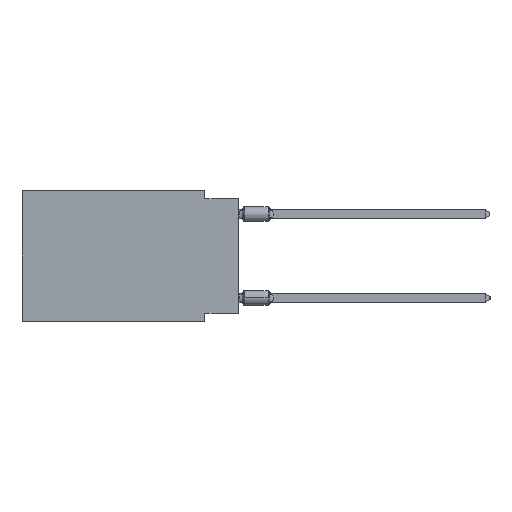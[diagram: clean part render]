
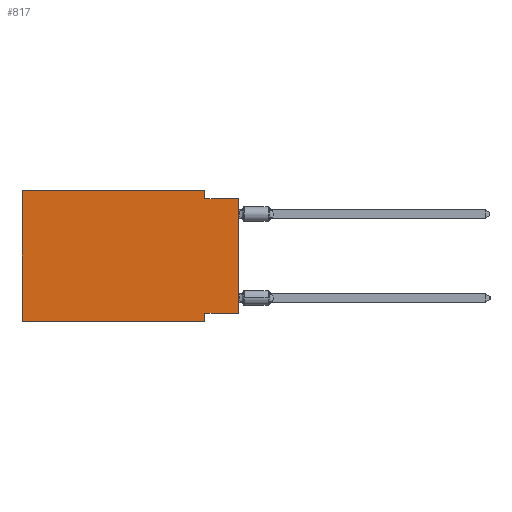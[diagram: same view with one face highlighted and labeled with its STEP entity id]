
A CAD part, left-side view. The second image highlights one B-rep face of the part: STEP entity #817.
In plain terms, the highlighted planar face has unit normal (-1, 0, 0).
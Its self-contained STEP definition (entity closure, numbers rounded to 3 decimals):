
#680 = PLANE ( 'NONE',  #39324 ) ;
#684 = ORIENTED_EDGE ( 'NONE', *, *, #5665, .F. ) ;
#817 = ADVANCED_FACE ( 'NONE', ( #47417 ), #680, .F. ) ;
#2935 = CARTESIAN_POINT ( 'NONE',  ( 0., 0., -9.271 ) ) ;
#4368 = VECTOR ( 'NONE', #42130, 1000. ) ;
#5665 = EDGE_CURVE ( 'NONE', #37994, #19447, #45215, .T. ) ;
#6058 = CARTESIAN_POINT ( 'NONE',  ( 0., 16.383, -9.906 ) ) ;
#6135 = ORIENTED_EDGE ( 'NONE', *, *, #12682, .F. ) ;
#8122 = CARTESIAN_POINT ( 'NONE',  ( 0., 0., -0.635 ) ) ;
#8734 = LINE ( 'NONE', #29621, #47115 ) ;
#9380 = CARTESIAN_POINT ( 'NONE',  ( 0., 0., -9.271 ) ) ;
#9577 = VERTEX_POINT ( 'NONE', #38349 ) ;
#10460 = VERTEX_POINT ( 'NONE', #2935 ) ;
#12389 = DIRECTION ( 'NONE',  ( 0., 0., -1. ) ) ;
#12682 = EDGE_CURVE ( 'NONE', #48918, #9577, #37944, .T. ) ;
#12939 = CARTESIAN_POINT ( 'NONE',  ( 0., 16.383, 0. ) ) ;
#15296 = ORIENTED_EDGE ( 'NONE', *, *, #24393, .F. ) ;
#15436 = VECTOR ( 'NONE', #12389, 1000. ) ;
#15995 = CARTESIAN_POINT ( 'NONE',  ( 0., 16.383, 0. ) ) ;
#17417 = VERTEX_POINT ( 'NONE', #8122 ) ;
#17826 = ORIENTED_EDGE ( 'NONE', *, *, #48925, .F. ) ;
#18189 = EDGE_CURVE ( 'NONE', #48918, #19447, #31672, .T. ) ;
#18264 = DIRECTION ( 'NONE',  ( 0., 1., 0. ) ) ;
#19447 = VERTEX_POINT ( 'NONE', #50730 ) ;
#19773 = VECTOR ( 'NONE', #37413, 1000. ) ;
#19920 = CARTESIAN_POINT ( 'NONE',  ( 0., 2.54, -0.635 ) ) ;
#20394 = VECTOR ( 'NONE', #39357, 1000. ) ;
#20442 = LINE ( 'NONE', #15995, #19773 ) ;
#20999 = DIRECTION ( 'NONE',  ( 0., 0., -1. ) ) ;
#21812 = DIRECTION ( 'NONE',  ( 1., 0., 0. ) ) ;
#21994 = CARTESIAN_POINT ( 'NONE',  ( 0., 2.54, -9.271 ) ) ;
#24393 = EDGE_CURVE ( 'NONE', #10460, #37994, #48315, .T. ) ;
#24603 = EDGE_LOOP ( 'NONE', ( #51843, #17826, #42423, #54738, #6135, #38639, #684, #15296 ) ) ;
#26014 = LINE ( 'NONE', #30219, #20394 ) ;
#29621 = CARTESIAN_POINT ( 'NONE',  ( 0., 2.54, 0. ) ) ;
#30219 = CARTESIAN_POINT ( 'NONE',  ( 0., 0., -0.635 ) ) ;
#31637 = LINE ( 'NONE', #43051, #52684 ) ;
#31672 = LINE ( 'NONE', #6058, #32161 ) ;
#32161 = VECTOR ( 'NONE', #39996, 1000. ) ;
#34283 = EDGE_CURVE ( 'NONE', #10460, #17417, #31637, .T. ) ;
#34983 = DIRECTION ( 'NONE',  ( 0., 0., 1. ) ) ;
#36897 = VECTOR ( 'NONE', #18264, 1000. ) ;
#36903 = CARTESIAN_POINT ( 'NONE',  ( 0., 16.383, -9.906 ) ) ;
#37413 = DIRECTION ( 'NONE',  ( 0., -1., 0. ) ) ;
#37944 = LINE ( 'NONE', #54927, #4368 ) ;
#37994 = VERTEX_POINT ( 'NONE', #21994 ) ;
#38349 = CARTESIAN_POINT ( 'NONE',  ( 0., 16.383, 0. ) ) ;
#38486 = DIRECTION ( 'NONE',  ( 0., 0., -1. ) ) ;
#38639 = ORIENTED_EDGE ( 'NONE', *, *, #18189, .T. ) ;
#39324 = AXIS2_PLACEMENT_3D ( 'NONE', #12939, #21812, #20999 ) ;
#39357 = DIRECTION ( 'NONE',  ( 0., -1., 0. ) ) ;
#39996 = DIRECTION ( 'NONE',  ( 0., -1., 0. ) ) ;
#42130 = DIRECTION ( 'NONE',  ( 0., 0., 1. ) ) ;
#42423 = ORIENTED_EDGE ( 'NONE', *, *, #50290, .F. ) ;
#43051 = CARTESIAN_POINT ( 'NONE',  ( 0., 0., 0. ) ) ;
#43157 = VERTEX_POINT ( 'NONE', #19920 ) ;
#45215 = LINE ( 'NONE', #45483, #15436 ) ;
#45483 = CARTESIAN_POINT ( 'NONE',  ( 0., 2.54, -9.906 ) ) ;
#47115 = VECTOR ( 'NONE', #38486, 1000. ) ;
#47401 = CARTESIAN_POINT ( 'NONE',  ( 0., 2.54, 0. ) ) ;
#47417 = FACE_OUTER_BOUND ( 'NONE', #24603, .T. ) ;
#48315 = LINE ( 'NONE', #9380, #36897 ) ;
#48918 = VERTEX_POINT ( 'NONE', #36903 ) ;
#48925 = EDGE_CURVE ( 'NONE', #43157, #17417, #26014, .T. ) ;
#50290 = EDGE_CURVE ( 'NONE', #51553, #43157, #8734, .T. ) ;
#50730 = CARTESIAN_POINT ( 'NONE',  ( 0., 2.54, -9.906 ) ) ;
#51374 = EDGE_CURVE ( 'NONE', #9577, #51553, #20442, .T. ) ;
#51553 = VERTEX_POINT ( 'NONE', #47401 ) ;
#51843 = ORIENTED_EDGE ( 'NONE', *, *, #34283, .T. ) ;
#52684 = VECTOR ( 'NONE', #34983, 1000. ) ;
#54738 = ORIENTED_EDGE ( 'NONE', *, *, #51374, .F. ) ;
#54927 = CARTESIAN_POINT ( 'NONE',  ( 0., 16.383, 0. ) ) ;
